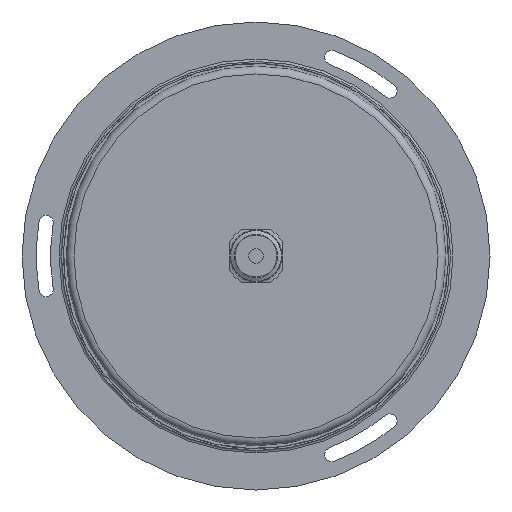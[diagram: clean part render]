
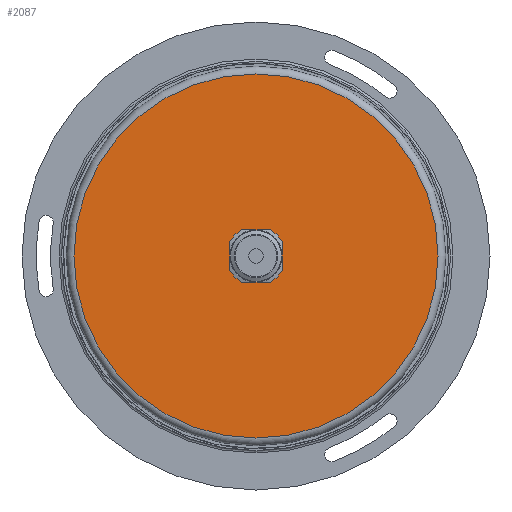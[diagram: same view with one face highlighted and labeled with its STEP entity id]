
A CAD part, front view. The second image highlights one B-rep face of the part: STEP entity #2087.
In plain terms, the highlighted planar face has unit normal (0, -1, 0).
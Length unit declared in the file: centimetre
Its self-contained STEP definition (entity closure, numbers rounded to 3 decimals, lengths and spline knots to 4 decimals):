
#379=FACE_BOUND('',#548,.T.);
#414=FACE_OUTER_BOUND('',#547,.T.);
#547=EDGE_LOOP('',(#1331));
#548=EDGE_LOOP('',(#1332));
#715=CIRCLE('',#2223,7.625);
#716=CIRCLE('',#2224,1.05);
#833=VERTEX_POINT('',#2913);
#834=VERTEX_POINT('',#2915);
#1031=EDGE_CURVE('',#833,#833,#715,.T.);
#1032=EDGE_CURVE('',#834,#834,#716,.T.);
#1331=ORIENTED_EDGE('',*,*,#1031,.T.);
#1332=ORIENTED_EDGE('',*,*,#1032,.F.);
#1931=PLANE('',#2222);
#2087=ADVANCED_FACE('',(#414,#379),#1931,.F.);
#2222=AXIS2_PLACEMENT_3D('',#2912,#2427,#2428);
#2223=AXIS2_PLACEMENT_3D('',#2914,#2429,#2430);
#2224=AXIS2_PLACEMENT_3D('',#2916,#2431,#2432);
#2427=DIRECTION('center_axis',(0.,1.,0.));
#2428=DIRECTION('ref_axis',(0.,0.,1.));
#2429=DIRECTION('center_axis',(0.,-1.,0.));
#2430=DIRECTION('ref_axis',(0.,0.,1.));
#2431=DIRECTION('center_axis',(0.,-1.,0.));
#2432=DIRECTION('ref_axis',(-1.,0.,0.));
#2912=CARTESIAN_POINT('Origin',(3.4498,-0.3,0.0002));
#2913=CARTESIAN_POINT('',(-0.0002,-0.3,7.6252));
#2914=CARTESIAN_POINT('Origin',(-0.0002,-0.3,
0.0002));
#2915=CARTESIAN_POINT('',(1.0498,-0.3,0.0002));
#2916=CARTESIAN_POINT('Origin',(-0.0002,-0.3,
0.0002));
